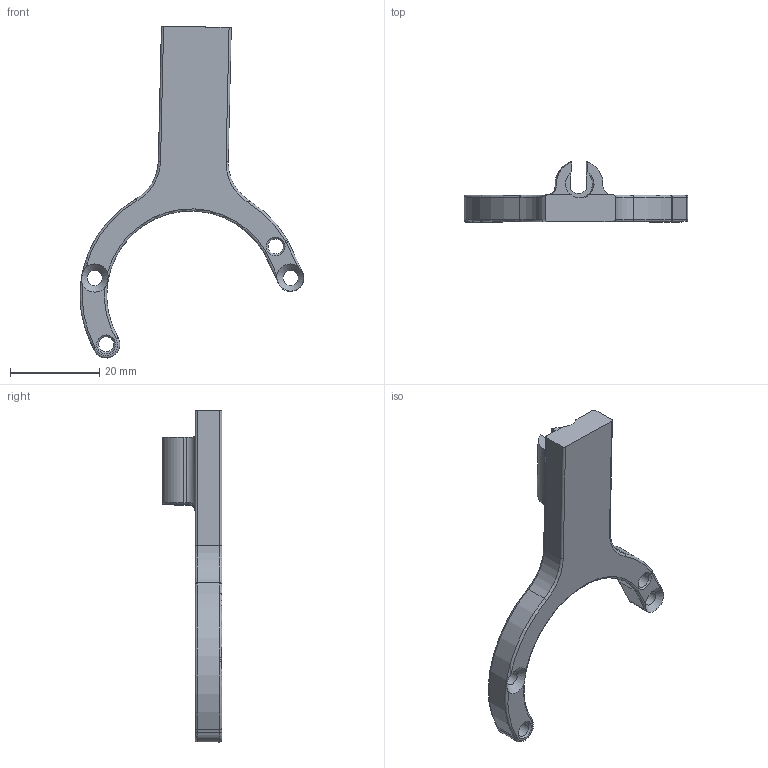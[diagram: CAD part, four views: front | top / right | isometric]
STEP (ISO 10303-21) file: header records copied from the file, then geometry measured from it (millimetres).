
FILE_DESCRIPTION(/* description */ ('','CAx-IF Rec.Pracs.---Representation and Presentation of Product Manufacturing Information (PMI)---4.0---2014-10-13'),/* implementation_level */ '2;1');
FILE_NAME(/* name */ 'Orbiter V2 Ebb36 Mount.step',/* time_stamp */ '2025-03-15T13:28:36+02:00',/* author */ (''),/* organization */ (''),/* preprocessor_version */ 'ST-DEVELOPER v20',/* originating_system */ 'Autodesk Translation Framework v13.20.0.188',/* authorisation */ '');
FILE_SCHEMA (('AP242_MANAGED_MODEL_BASED_3D_ENGINEERING_MIM_LF { 1 0 10303 442 1 1 4 }'));
Length unit declared in the file: millimetre
Products named in the file (1): Orbiter V2 Ebb36 Mount (1)
Bounding box: 50.12 x 13.4 x 74.33 mm (x, y, z)
Volume: 6437.1 mm3; surface area: 4247.5 mm2
Topology: 1 solids, 1 shells, 87 faces, 225 edges, 136 vertices
Faces by surface type: cylinder 34, torus 24, plane 19, cone 8, bspline 2
Full cylindrical faces by diameter (mm): 3.4 x4
Entity records: 3005 total; most frequent: CARTESIAN_POINT 791, DIRECTION 490, ORIENTED_EDGE 446, EDGE_CURVE 223, AXIS2_PLACEMENT_3D 202, VERTEX_POINT 136, CIRCLE 116, EDGE_LOOP 95
